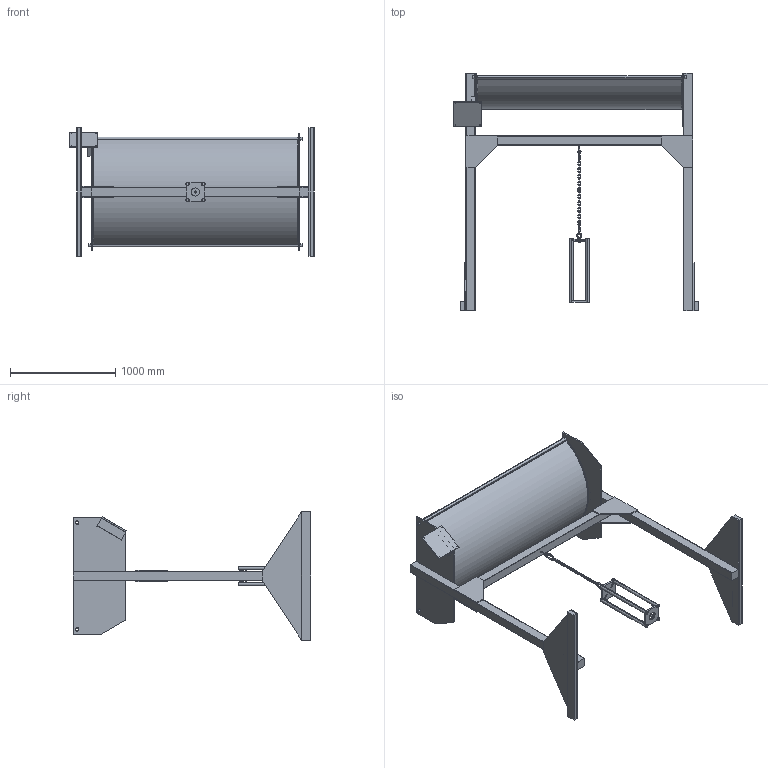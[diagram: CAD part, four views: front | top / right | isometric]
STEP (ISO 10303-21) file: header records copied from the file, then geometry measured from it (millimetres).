
FILE_DESCRIPTION (( 'STEP AP214' ), '1' );
FILE_NAME ('TE-25200.STEP', '2024-12-20T19:19:11', ( '' ), ( '' ), 'SwSTEP 2.0', 'SolidWorks 2022', '' );
FILE_SCHEMA (( 'AUTOMOTIVE_DESIGN' ));
Length unit declared in the file: inch
Products named in the file (24): TE-25212; TE-25208; TE-25213; TE-25200; eyebolt_shoulder_.5_13_1.5; washer_flat_.5; TE-25210; 3216T41_Carabiner; TE-25207; TE-25215; TE-25202; TE-25203; TE-25204; TE-25206; nylock_.50_13_nylock_.5_13; eyescrew_.313_6_9496T42; TE-25216; TE-25205; Angle_Bracket_2in_1556A54; TE-25217; TE-25211; GE-25229; TE-25214; TE-25201
Assembly tree (39 placements, depth 3):
  TE-25200
    TE-25201  x2
      TE-25202
      TE-25203
      TE-25204
      TE-25205
    TE-25207
    TE-25206  x2
    TE-25208  x2
    GE-25229
    3216T41_Carabiner  x2
    TE-25214
      TE-25215
      TE-25216
    TE-25217
    TE-25210
      TE-25213
      TE-25211  x4
      TE-25212
      eyebolt_shoulder_.5_13_1.5
      washer_flat_.5  x2
      nylock_.50_13_nylock_.5_13
      Angle_Bracket_2in_1556A54  x8
    eyescrew_.313_6_9496T42
Bounding box: 2323.31 x 2260.6 x 1219.2 mm (x, y, z)
Volume: 94171380.6 mm3; surface area: 13660364.8 mm2
Topology: 59 solids, 59 shells, 981 faces, 2380 edges, 1462 vertices
Faces by surface type: cylinder 405, plane 254, torus 126, bspline 106, cone 90
Entity records: 31735 total; most frequent: CARTESIAN_POINT 16459, DIRECTION 2863, ORIENTED_EDGE 2676, EDGE_CURVE 1338, AXIS2_PLACEMENT_3D 1204, VERTEX_POINT 812, CIRCLE 645, EDGE_LOOP 600
